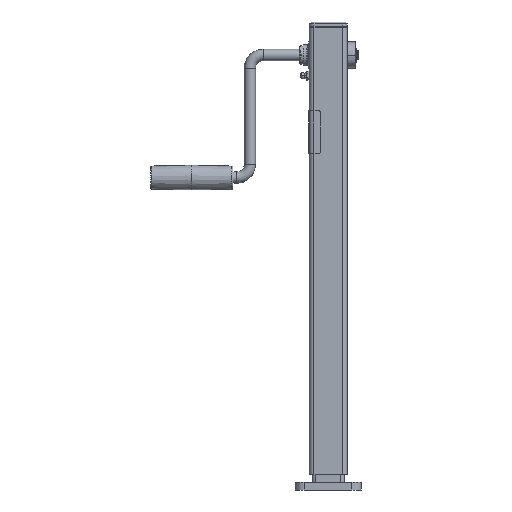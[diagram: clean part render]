
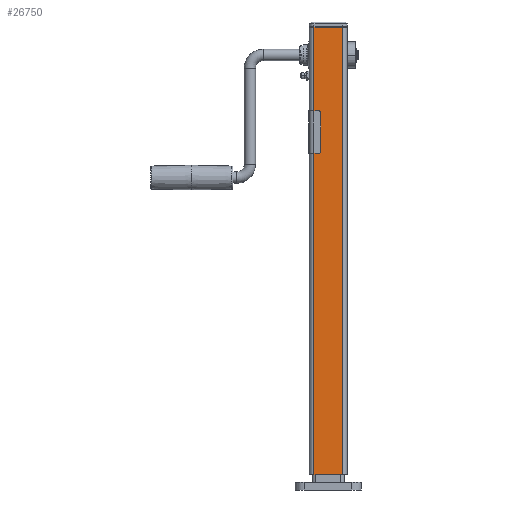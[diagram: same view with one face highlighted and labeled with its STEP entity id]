
A CAD part, left-side view. The second image highlights one B-rep face of the part: STEP entity #26750.
In plain terms, the highlighted planar face has unit normal (-1, 0, 0).
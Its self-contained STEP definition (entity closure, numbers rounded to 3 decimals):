
#3660=CARTESIAN_POINT('',(-20.,15.,0.));
#3670=VERTEX_POINT('',#3660);
#3700=CARTESIAN_POINT('',(-20.,20.,0.));
#3710=DIRECTION('',(0.,-1.,0.));
#3720=VECTOR('',#3710,1.);
#3730=LINE('',#3700,#3720);
#3740=CARTESIAN_POINT('',(-20.,-15.,0.));
#3750=VERTEX_POINT('',#3740);
#3760=EDGE_CURVE('',#3670,#3750,#3730,.T.);
#14640=CARTESIAN_POINT('',(-20.,-15.,474.5));
#14650=VERTEX_POINT('',#14640);
#15000=CARTESIAN_POINT('',(-20.,-15.,0.));
#15010=DIRECTION('',(0.,0.,1.));
#15020=VECTOR('',#15010,1.);
#15030=LINE('',#15000,#15020);
#15040=EDGE_CURVE('',#3750,#14650,#15030,.T.);
#15210=CARTESIAN_POINT('',(-20.,15.,474.5));
#15220=VERTEX_POINT('',#15210);
#15610=CARTESIAN_POINT('',(-20.,15.,340.759));
#15620=VERTEX_POINT('',#15610);
#15650=CARTESIAN_POINT('',(-20.,15.,0.));
#15660=DIRECTION('',(0.,0.,1.));
#15670=VECTOR('',#15660,1.);
#15680=LINE('',#15650,#15670);
#15690=EDGE_CURVE('',#3670,#15620,#15680,.T.);
#19840=CARTESIAN_POINT('',(-20.,0.,474.5));
#19850=DIRECTION('',(0.,-1.,0.));
#19860=VECTOR('',#19850,1.);
#19870=LINE('',#19840,#19860);
#19880=EDGE_CURVE('',#15220,#14650,#19870,.T.);
#26200=CARTESIAN_POINT('',(-20.,-20.,0.));
#26210=DIRECTION('',(-1.,0.,0.));
#26220=DIRECTION('',(0.,1.,0.));
#26230=AXIS2_PLACEMENT_3D('',#26200,#26210,#26220);
#26240=PLANE('',#26230);
#26250=CARTESIAN_POINT('',(-20.,9.854,383.759));
#26260=DIRECTION('',(-1.,0.,0.));
#26270=DIRECTION('',(0.,0.,1.));
#26280=AXIS2_PLACEMENT_3D('',#26250,#26260,#26270);
#26290=CIRCLE('',#26280,2.);
#26300=CARTESIAN_POINT('',(-20.,7.854,383.759));
#26310=VERTEX_POINT('',#26300);
#26320=CARTESIAN_POINT('',(-20.,9.854,385.759));
#26330=VERTEX_POINT('',#26320);
#26340=EDGE_CURVE('',#26310,#26330,#26290,.T.);
#26350=ORIENTED_EDGE('',*,*,#26340,.F.);
#26360=CARTESIAN_POINT('',(-20.,0.,385.759));
#26370=DIRECTION('',(0.,1.,0.));
#26380=VECTOR('',#26370,1.);
#26390=LINE('',#26360,#26380);
#26400=CARTESIAN_POINT('',(-20.,15.,385.759));
#26410=VERTEX_POINT('',#26400);
#26420=EDGE_CURVE('',#26330,#26410,#26390,.T.);
#26430=ORIENTED_EDGE('',*,*,#26420,.F.);
#26440=EDGE_CURVE('',#26410,#15220,#15680,.T.);
#26450=ORIENTED_EDGE('',*,*,#26440,.F.);
#26460=ORIENTED_EDGE('',*,*,#19880,.F.);
#26470=ORIENTED_EDGE('',*,*,#15040,.T.);
#26480=ORIENTED_EDGE('',*,*,#3760,.T.);
#26490=ORIENTED_EDGE('',*,*,#15690,.F.);
#26500=CARTESIAN_POINT('',(-20.,0.,340.759));
#26510=DIRECTION('',(0.,-1.,0.));
#26520=VECTOR('',#26510,1.);
#26530=LINE('',#26500,#26520);
#26540=CARTESIAN_POINT('',(-20.,9.854,340.759));
#26550=VERTEX_POINT('',#26540);
#26560=EDGE_CURVE('',#15620,#26550,#26530,.T.);
#26570=ORIENTED_EDGE('',*,*,#26560,.F.);
#26580=CARTESIAN_POINT('',(-20.,9.854,342.759));
#26590=DIRECTION('',(1.,0.,0.));
#26600=DIRECTION('',(0.,0.,1.));
#26610=AXIS2_PLACEMENT_3D('',#26580,#26590,#26600);
#26620=CIRCLE('',#26610,2.);
#26630=CARTESIAN_POINT('',(-20.,7.854,342.759));
#26640=VERTEX_POINT('',#26630);
#26650=EDGE_CURVE('',#26640,#26550,#26620,.T.);
#26660=ORIENTED_EDGE('',*,*,#26650,.T.);
#26670=CARTESIAN_POINT('',(-20.,7.854,0.));
#26680=DIRECTION('',(0.,0.,-1.));
#26690=VECTOR('',#26680,1.);
#26700=LINE('',#26670,#26690);
#26710=EDGE_CURVE('',#26310,#26640,#26700,.T.);
#26720=ORIENTED_EDGE('',*,*,#26710,.T.);
#26730=EDGE_LOOP('',(#26720,#26660,#26570,#26490,#26480,#26470,#26460,
#26450,#26430,#26350));
#26740=FACE_OUTER_BOUND('',#26730,.T.);
#26750=ADVANCED_FACE('',(#26740),#26240,.T.);
